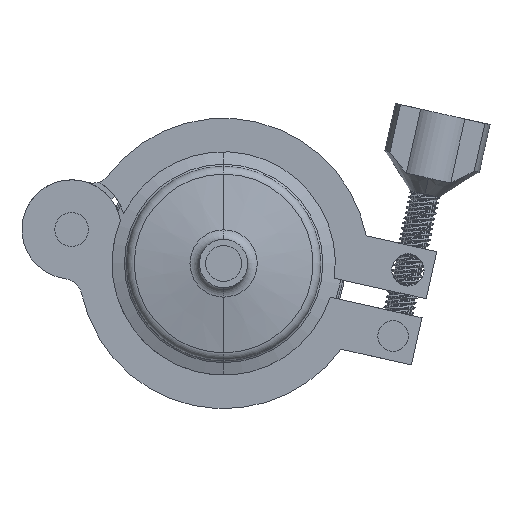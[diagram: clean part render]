
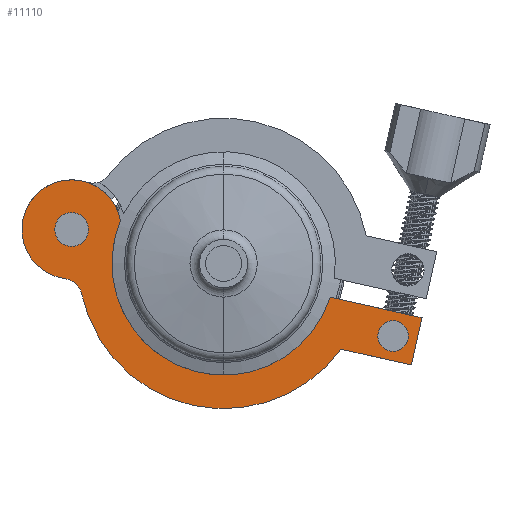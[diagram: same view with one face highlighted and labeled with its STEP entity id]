
A CAD part, front view. The second image highlights one B-rep face of the part: STEP entity #11110.
In plain terms, the highlighted planar face has unit normal (0, -1, 0).
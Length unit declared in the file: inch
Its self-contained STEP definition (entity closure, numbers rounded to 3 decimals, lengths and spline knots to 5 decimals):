
#65 = CARTESIAN_POINT ( 'NONE',  ( -1.06554, -0.34303, 0.4431 ) ) ;
#95 = LINE ( 'NONE', #7116, #2716 ) ;
#144 = EDGE_CURVE ( 'NONE', #9711, #2618, #7719, .T. ) ;
#173 = DIRECTION ( 'NONE',  ( 0.976, 0., -0.218 ) ) ;
#280 = CARTESIAN_POINT ( 'NONE',  ( -2.0709, -0.34303, 0.46287 ) ) ;
#284 = CARTESIAN_POINT ( 'NONE',  ( 1.10016, -0.34303, -0.34837 ) ) ;
#334 = VERTEX_POINT ( 'NONE', #65 ) ;
#547 = CARTESIAN_POINT ( 'NONE',  ( -1.46672, -0.34303, -0.3142 ) ) ;
#644 = CARTESIAN_POINT ( 'NONE',  ( -1.57023, -0.34303, 0.35096 ) ) ;
#693 = EDGE_LOOP ( 'NONE', ( #3875, #9664 ) ) ;
#773 = AXIS2_PLACEMENT_3D ( 'NONE', #644, #8498, #2337 ) ;
#889 = EDGE_CURVE ( 'NONE', #334, #5841, #11230, .T. ) ;
#1059 = DIRECTION ( 'NONE',  ( 0.218, 0., 0.976 ) ) ;
#1300 = CARTESIAN_POINT ( 'NONE',  ( 1.10016, -0.34303, -0.34837 ) ) ;
#1452 = DIRECTION ( 'NONE',  ( 0., 1., 0. ) ) ;
#1607 = VERTEX_POINT ( 'NONE', #1300 ) ;
#1685 = CIRCLE ( 'NONE', #6465, 0.17409 ) ;
#1884 = DIRECTION ( 'NONE',  ( 0., 1., 0. ) ) ;
#2097 = AXIS2_PLACEMENT_3D ( 'NONE', #3680, #1884, #173 ) ;
#2101 = VERTEX_POINT ( 'NONE', #5863 ) ;
#2113 = ORIENTED_EDGE ( 'NONE', *, *, #4747, .T. ) ;
#2230 = CARTESIAN_POINT ( 'NONE',  ( -1.12621, -0.34303, 0.25172 ) ) ;
#2337 = DIRECTION ( 'NONE',  ( 0.976, 0., -0.218 ) ) ;
#2403 = AXIS2_PLACEMENT_3D ( 'NONE', #2905, #3845, #9102 ) ;
#2618 = VERTEX_POINT ( 'NONE', #10153 ) ;
#2716 = VECTOR ( 'NONE', #8905, 39.37008 ) ;
#2905 = CARTESIAN_POINT ( 'NONE',  ( 0., -0.34303, 0. ) ) ;
#2920 = VERTEX_POINT ( 'NONE', #547 ) ;
#3181 = EDGE_CURVE ( 'NONE', #7903, #7908, #7441, .T. ) ;
#3320 = EDGE_CURVE ( 'NONE', #8408, #2920, #9969, .T. ) ;
#3492 = EDGE_CURVE ( 'NONE', #5841, #8408, #6137, .T. ) ;
#3633 = ORIENTED_EDGE ( 'NONE', *, *, #7043, .T. ) ;
#3644 = DIRECTION ( 'NONE',  ( 0., 1., 0. ) ) ;
#3680 = CARTESIAN_POINT ( 'NONE',  ( -1.66229, -0.34303, -0.3561 ) ) ;
#3764 = ORIENTED_EDGE ( 'NONE', *, *, #5431, .F. ) ;
#3845 = DIRECTION ( 'NONE',  ( 0., -1., 0. ) ) ;
#3875 = ORIENTED_EDGE ( 'NONE', *, *, #10730, .T. ) ;
#4003 = EDGE_CURVE ( 'NONE', #8529, #10676, #9487, .T. ) ;
#4050 = CARTESIAN_POINT ( 'NONE',  ( 0., -0.34303, 0. ) ) ;
#4124 = CARTESIAN_POINT ( 'NONE',  ( 1.94002, -0.34303, -1.04842 ) ) ;
#4219 = ORIENTED_EDGE ( 'NONE', *, *, #889, .T. ) ;
#4747 = EDGE_CURVE ( 'NONE', #2920, #2101, #5317, .T. ) ;
#4763 = CARTESIAN_POINT ( 'NONE',  ( -1.63646, -0.34303, -0.15777 ) ) ;
#5019 = DIRECTION ( 'NONE',  ( 0., 0., -1. ) ) ;
#5052 = DIRECTION ( 'NONE',  ( 0., -1., 0. ) ) ;
#5317 = CIRCLE ( 'NONE', #2403, 1.5 ) ;
#5338 = DIRECTION ( 'NONE',  ( 0., 0., -1. ) ) ;
#5423 = AXIS2_PLACEMENT_3D ( 'NONE', #6730, #1452, #7630 ) ;
#5431 = EDGE_CURVE ( 'NONE', #1607, #2618, #8605, .T. ) ;
#5589 = CARTESIAN_POINT ( 'NONE',  ( 1.75058, -0.34303, -0.59158 ) ) ;
#5609 = EDGE_CURVE ( 'NONE', #10676, #8529, #1685, .T. ) ;
#5698 = DIRECTION ( 'NONE',  ( 0., -1., 0. ) ) ;
#5841 = VERTEX_POINT ( 'NONE', #280 ) ;
#5863 = CARTESIAN_POINT ( 'NONE',  ( 1.21079, -0.34303, -0.88543 ) ) ;
#6137 = CIRCLE ( 'NONE', #773, 0.51303 ) ;
#6368 = FACE_BOUND ( 'NONE', #693, .T. ) ;
#6465 = AXIS2_PLACEMENT_3D ( 'NONE', #6696, #7593, #9399 ) ;
#6696 = CARTESIAN_POINT ( 'NONE',  ( -1.57023, -0.34303, 0.35096 ) ) ;
#6730 = CARTESIAN_POINT ( 'NONE',  ( 1.75058, -0.34303, -0.74991 ) ) ;
#7025 = DIRECTION ( 'NONE',  ( 0.976, 0., -0.218 ) ) ;
#7043 = EDGE_CURVE ( 'NONE', #2101, #9711, #95, .T. ) ;
#7070 = CARTESIAN_POINT ( 'NONE',  ( -1.57023, -0.34303, 0.35096 ) ) ;
#7116 = CARTESIAN_POINT ( 'NONE',  ( 1.94002, -0.34303, -1.04842 ) ) ;
#7158 = CARTESIAN_POINT ( 'NONE',  ( 2.04909, -0.34303, -0.56046 ) ) ;
#7246 = AXIS2_PLACEMENT_3D ( 'NONE', #7886, #3644, #5338 ) ;
#7325 = ORIENTED_EDGE ( 'NONE', *, *, #3492, .T. ) ;
#7441 = CIRCLE ( 'NONE', #7246, 0.15833 ) ;
#7496 = DIRECTION ( 'NONE',  ( 0.976, 0., -0.218 ) ) ;
#7593 = DIRECTION ( 'NONE',  ( 0., -1., 0. ) ) ;
#7630 = DIRECTION ( 'NONE',  ( 0., 0., -1. ) ) ;
#7719 = LINE ( 'NONE', #7158, #10257 ) ;
#7886 = CARTESIAN_POINT ( 'NONE',  ( 1.75058, -0.34303, -0.74991 ) ) ;
#7903 = VERTEX_POINT ( 'NONE', #5589 ) ;
#7908 = VERTEX_POINT ( 'NONE', #8221 ) ;
#8221 = CARTESIAN_POINT ( 'NONE',  ( 1.75058, -0.34303, -0.90824 ) ) ;
#8251 = DIRECTION ( 'NONE',  ( 0.976, 0., -0.218 ) ) ;
#8408 = VERTEX_POINT ( 'NONE', #4763 ) ;
#8498 = DIRECTION ( 'NONE',  ( 0., -1., 0. ) ) ;
#8529 = VERTEX_POINT ( 'NONE', #11490 ) ;
#8605 = LINE ( 'NONE', #284, #10442 ) ;
#8905 = DIRECTION ( 'NONE',  ( 0.976, 0., -0.218 ) ) ;
#9102 = DIRECTION ( 'NONE',  ( 0.976, 0., -0.218 ) ) ;
#9266 = EDGE_LOOP ( 'NONE', ( #10848, #4219, #7325, #10565, #2113, #3633, #10344, #3764 ) ) ;
#9276 = CARTESIAN_POINT ( 'NONE',  ( -1.57023, -0.34303, 0.17688 ) ) ;
#9399 = DIRECTION ( 'NONE',  ( 0., 0., -1. ) ) ;
#9431 = CARTESIAN_POINT ( 'NONE',  ( -1.57023, -0.34303, 0.35096 ) ) ;
#9487 = CIRCLE ( 'NONE', #10511, 0.17409 ) ;
#9623 = DIRECTION ( 'NONE',  ( 0., -1., 0. ) ) ;
#9664 = ORIENTED_EDGE ( 'NONE', *, *, #3181, .T. ) ;
#9678 = FACE_OUTER_BOUND ( 'NONE', #9266, .T. ) ;
#9711 = VERTEX_POINT ( 'NONE', #4124 ) ;
#9819 = AXIS2_PLACEMENT_3D ( 'NONE', #2230, #10290, #7496 ) ;
#9946 = EDGE_CURVE ( 'NONE', #334, #1607, #10266, .T. ) ;
#9969 = CIRCLE ( 'NONE', #2097, 0.2 ) ;
#10091 = CIRCLE ( 'NONE', #5423, 0.15833 ) ;
#10153 = CARTESIAN_POINT ( 'NONE',  ( 2.04909, -0.34303, -0.56046 ) ) ;
#10208 = PLANE ( 'NONE',  #9819 ) ;
#10257 = VECTOR ( 'NONE', #1059, 39.37008 ) ;
#10266 = CIRCLE ( 'NONE', #11387, 1.154 ) ;
#10290 = DIRECTION ( 'NONE',  ( 0., -1., 0. ) ) ;
#10344 = ORIENTED_EDGE ( 'NONE', *, *, #144, .T. ) ;
#10407 = FACE_BOUND ( 'NONE', #10973, .T. ) ;
#10442 = VECTOR ( 'NONE', #8251, 39.37008 ) ;
#10482 = AXIS2_PLACEMENT_3D ( 'NONE', #7070, #9623, #7025 ) ;
#10511 = AXIS2_PLACEMENT_3D ( 'NONE', #9431, #5052, #5019 ) ;
#10565 = ORIENTED_EDGE ( 'NONE', *, *, #3320, .T. ) ;
#10676 = VERTEX_POINT ( 'NONE', #9276 ) ;
#10730 = EDGE_CURVE ( 'NONE', #7908, #7903, #10091, .T. ) ;
#10844 = ORIENTED_EDGE ( 'NONE', *, *, #4003, .F. ) ;
#10848 = ORIENTED_EDGE ( 'NONE', *, *, #9946, .F. ) ;
#10973 = EDGE_LOOP ( 'NONE', ( #11436, #10844 ) ) ;
#11058 = DIRECTION ( 'NONE',  ( 0.976, 0., -0.218 ) ) ;
#11110 = ADVANCED_FACE ( 'NONE', ( #6368, #9678, #10407 ), #10208, .T. ) ;
#11230 = CIRCLE ( 'NONE', #10482, 0.51303 ) ;
#11387 = AXIS2_PLACEMENT_3D ( 'NONE', #4050, #5698, #11058 ) ;
#11436 = ORIENTED_EDGE ( 'NONE', *, *, #5609, .F. ) ;
#11490 = CARTESIAN_POINT ( 'NONE',  ( -1.57023, -0.34303, 0.52505 ) ) ;
